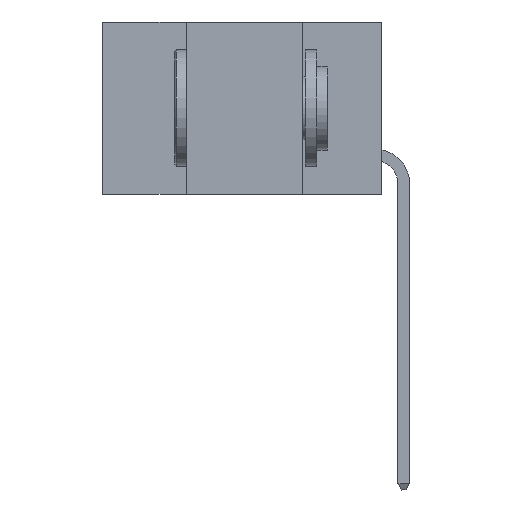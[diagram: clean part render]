
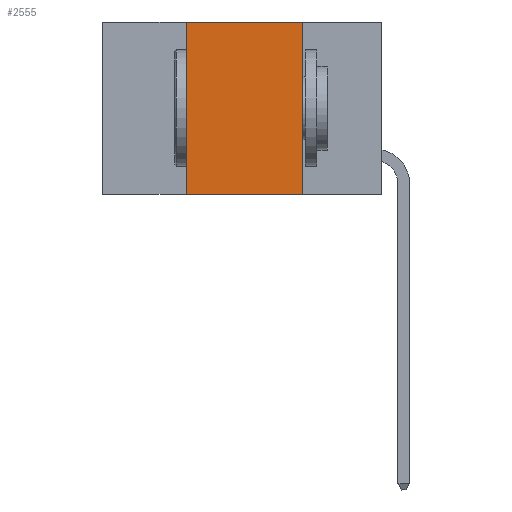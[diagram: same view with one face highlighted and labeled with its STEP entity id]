
A CAD part, left-side view. The second image highlights one B-rep face of the part: STEP entity #2555.
In plain terms, the highlighted planar face has unit normal (-1, 0, 0).
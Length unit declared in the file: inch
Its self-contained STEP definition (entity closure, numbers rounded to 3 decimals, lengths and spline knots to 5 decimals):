
#119 = EDGE_LOOP ( 'NONE', ( #9102, #9485, #2764, #12257 ) ) ;
#869 = LINE ( 'NONE', #9163, #3604 ) ;
#1593 = EDGE_CURVE ( 'NONE', #13121, #2963, #869, .T. ) ;
#1612 = VERTEX_POINT ( 'NONE', #7704 ) ;
#2546 = VERTEX_POINT ( 'NONE', #8929 ) ;
#2555 = ADVANCED_FACE ( 'NONE', ( #11375 ), #8692, .F. ) ;
#2654 = VECTOR ( 'NONE', #4874, 39.37008 ) ;
#2764 = ORIENTED_EDGE ( 'NONE', *, *, #3603, .F. ) ;
#2885 = CARTESIAN_POINT ( 'NONE',  ( 0., 0.17, 0. ) ) ;
#2963 = VERTEX_POINT ( 'NONE', #2885 ) ;
#3505 = DIRECTION ( 'NONE',  ( 0., 0., 1. ) ) ;
#3603 = EDGE_CURVE ( 'NONE', #1612, #13121, #12118, .T. ) ;
#3604 = VECTOR ( 'NONE', #9469, 39.37008 ) ;
#4105 = EDGE_CURVE ( 'NONE', #2963, #2546, #5581, .T. ) ;
#4661 = EDGE_CURVE ( 'NONE', #1612, #2546, #11821, .T. ) ;
#4874 = DIRECTION ( 'NONE',  ( 0., 0., -1. ) ) ;
#5034 = CARTESIAN_POINT ( 'NONE',  ( 0., 0.17, 0. ) ) ;
#5334 = AXIS2_PLACEMENT_3D ( 'NONE', #8689, #8660, #8644 ) ;
#5581 = LINE ( 'NONE', #5034, #2654 ) ;
#6157 = DIRECTION ( 'NONE',  ( 0., -1., 0. ) ) ;
#6776 = CARTESIAN_POINT ( 'NONE',  ( 0., 0.6, -0.37 ) ) ;
#7704 = CARTESIAN_POINT ( 'NONE',  ( 0., 0.42, -0.37 ) ) ;
#8644 = DIRECTION ( 'NONE',  ( 0., 0., -1. ) ) ;
#8660 = DIRECTION ( 'NONE',  ( 1., 0., 0. ) ) ;
#8689 = CARTESIAN_POINT ( 'NONE',  ( 0., 0.6, 0. ) ) ;
#8692 = PLANE ( 'NONE',  #5334 ) ;
#8929 = CARTESIAN_POINT ( 'NONE',  ( 0., 0.17, -0.37 ) ) ;
#9102 = ORIENTED_EDGE ( 'NONE', *, *, #4105, .F. ) ;
#9109 = CARTESIAN_POINT ( 'NONE',  ( 0., 0.42, 0. ) ) ;
#9163 = CARTESIAN_POINT ( 'NONE',  ( 0., 0.6, 0. ) ) ;
#9469 = DIRECTION ( 'NONE',  ( 0., -1., 0. ) ) ;
#9485 = ORIENTED_EDGE ( 'NONE', *, *, #1593, .F. ) ;
#9772 = CARTESIAN_POINT ( 'NONE',  ( 0., 0.42, 0. ) ) ;
#11375 = FACE_OUTER_BOUND ( 'NONE', #119, .T. ) ;
#11494 = VECTOR ( 'NONE', #3505, 39.37008 ) ;
#11495 = VECTOR ( 'NONE', #6157, 39.37008 ) ;
#11821 = LINE ( 'NONE', #6776, #11495 ) ;
#12118 = LINE ( 'NONE', #9772, #11494 ) ;
#12257 = ORIENTED_EDGE ( 'NONE', *, *, #4661, .T. ) ;
#13121 = VERTEX_POINT ( 'NONE', #9109 ) ;
